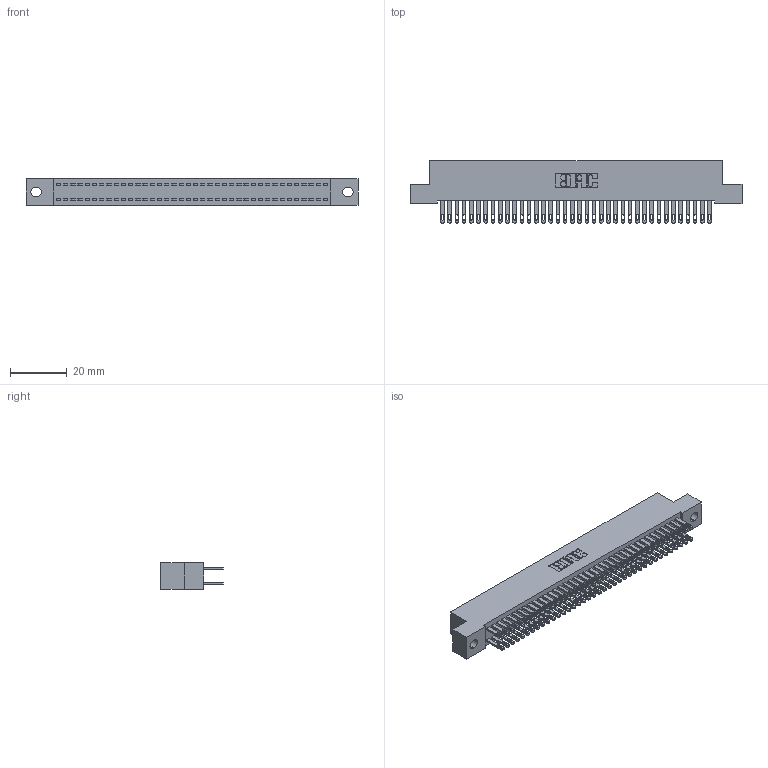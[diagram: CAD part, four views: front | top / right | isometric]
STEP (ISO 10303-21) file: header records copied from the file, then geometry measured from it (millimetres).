
FILE_DESCRIPTION (( 'STEP AP203' ), '1' );
FILE_NAME ('342-076-500-202.STEP', '2018-08-13T12:01:07', ( '' ), ( '' ), 'SwSTEP 2.0', 'SolidWorks 2016', '' );
FILE_SCHEMA (( 'CONFIG_CONTROL_DESIGN' ));
Length unit declared in the file: inch
Products named in the file (3): 342 Part_.128 Slot; 345-292-001_345-293-100; 342-076-500-202
Assembly tree (77 placements, depth 2):
  342-076-500-202
    342 Part_.128 Slot
    345-292-001_345-293-100  x76
Bounding box: 116.84 x 21.85 x 9.4 mm (x, y, z)
Volume: 10659.2 mm3; surface area: 17739.1 mm2
Topology: 77 solids, 77 shells, 3762 faces, 11483 edges, 7654 vertices
Faces by surface type: plane 2350, cylinder 1412
Entity records: 24897 total; most frequent: CARTESIAN_POINT 4130, ORIENTED_EDGE 4066, DIRECTION 3537, EDGE_CURVE 2033, LINE 1901, VECTOR 1901, VERTEX_POINT 1354, AXIS2_PLACEMENT_3D 818
